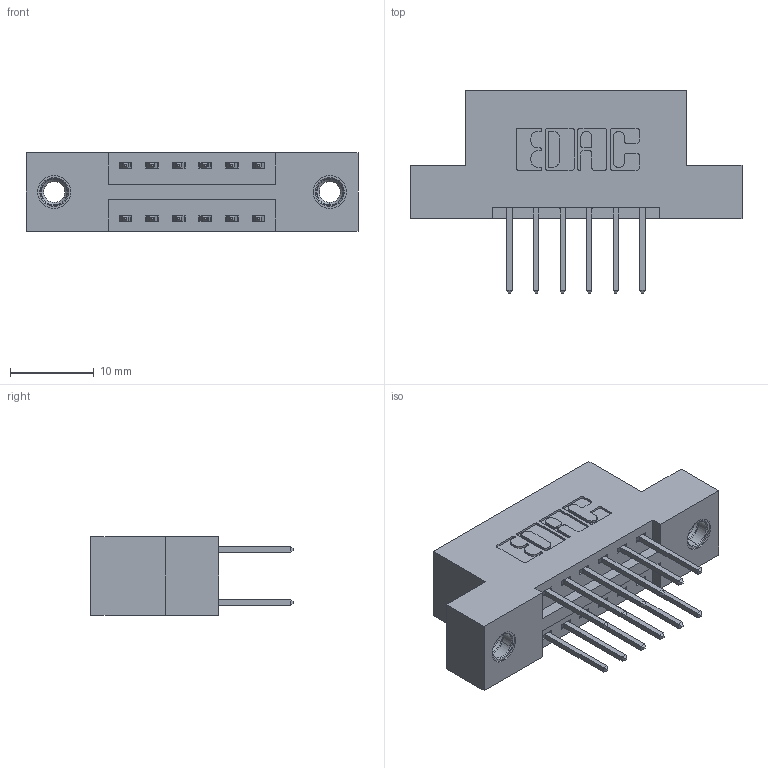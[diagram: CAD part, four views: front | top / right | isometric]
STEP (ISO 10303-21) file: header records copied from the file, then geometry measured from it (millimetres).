
FILE_DESCRIPTION (( 'STEP AP203' ), '1' );
FILE_NAME ('396-012-526-207.STEP', '2018-08-31T06:05:43', ( '' ), ( '' ), 'SwSTEP 2.0', 'SolidWorks 2016', '' );
FILE_SCHEMA (( 'CONFIG_CONTROL_DESIGN' ));
Length unit declared in the file: inch
Products named in the file (4): 346 Part_Flush Mounting Lugs - 0.156 Dia-TI; 345-292-001_345-293-126; 345-250-001_345-250-005-103; 396-012-526-207
Assembly tree (15 placements, depth 2):
  396-012-526-207
    346 Part_Flush Mounting Lugs - 0.156 Dia-TI
    345-292-001_345-293-126  x12
    345-250-001_345-250-005-103  x2
Bounding box: 39.62 x 24.13 x 9.4 mm (x, y, z)
Volume: 3590.4 mm3; surface area: 4491.2 mm2
Topology: 15 solids, 15 shells, 806 faces, 2325 edges, 1526 vertices
Faces by surface type: plane 528, cylinder 262, cone 12, torus 4
Entity records: 9966 total; most frequent: CARTESIAN_POINT 1675, ORIENTED_EDGE 1602, DIRECTION 1555, EDGE_CURVE 801, VECTOR 625, LINE 625, VERTEX_POINT 528, AXIS2_PLACEMENT_3D 465
